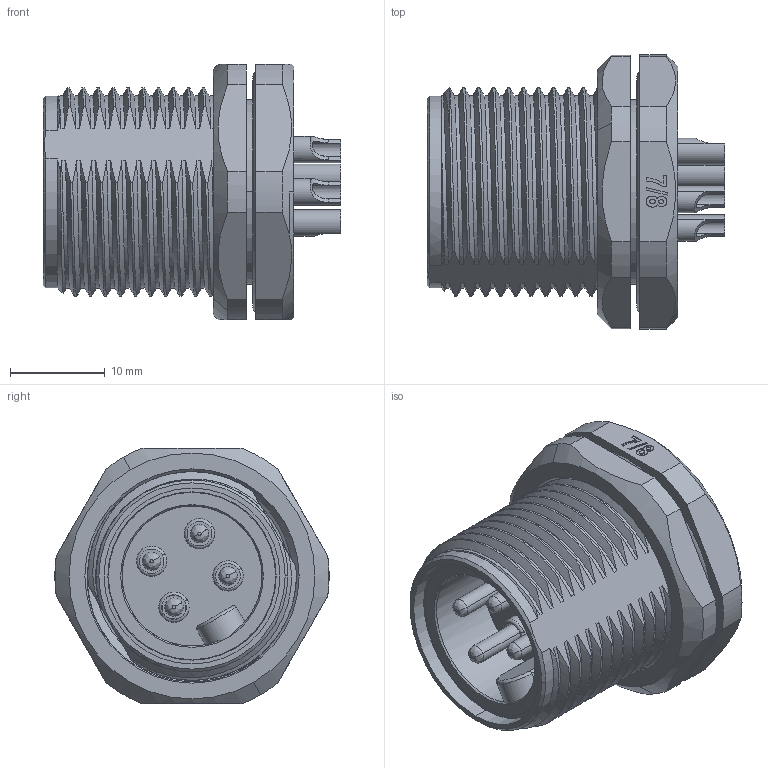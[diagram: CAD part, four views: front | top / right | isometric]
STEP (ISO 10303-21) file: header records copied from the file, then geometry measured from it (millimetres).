
FILE_DESCRIPTION((''),'2;1');
FILE_NAME('7_8-M04-BKR-7_8','2024-03-20T',('13288'),(''),'PRO/ENGINEER BY PARAMETRIC TECHNOLOGY CORPORATION, 2012480','PRO/ENGINEER BY PARAMETRIC TECHNOLOGY CORPORATION, 2012480','');
FILE_SCHEMA(('CONFIG_CONTROL_DESIGN'));
Length unit declared in the file: millimetre
Products named in the file (1): 7_8-M04-BKR-7_8
Bounding box: 31.5 x 29 x 27 mm (x, y, z)
Volume: 4.5 mm3; surface area: 6865.6 mm2
Topology: 1 solids, 2 shells, 344 faces, 1011 edges, 675 vertices
Faces by surface type: cylinder 129, bspline 76, plane 68, extrusion 35, cone 23, torus 13
Entity records: 17499 total; most frequent: CARTESIAN_POINT 9308, ORIENTED_EDGE 1982, DIRECTION 1247, EDGE_CURVE 991, VERTEX_POINT 670, B_SPLINE_CURVE_WITH_KNOTS 495, AXIS2_PLACEMENT_3D 448, EDGE_LOOP 375
